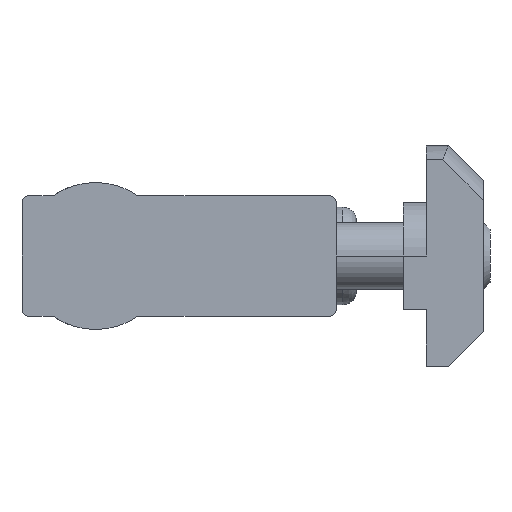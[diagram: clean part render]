
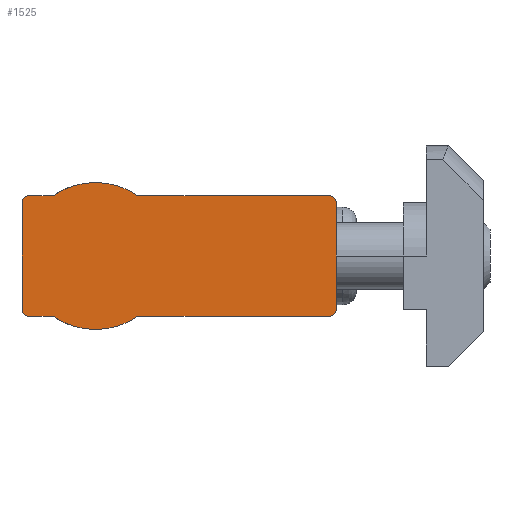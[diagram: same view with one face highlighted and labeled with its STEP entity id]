
A CAD part, left-side view. The second image highlights one B-rep face of the part: STEP entity #1525.
In plain terms, the highlighted planar face has unit normal (-1, 0, 0).
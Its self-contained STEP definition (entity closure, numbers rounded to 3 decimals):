
#52 = CARTESIAN_POINT ( 'NONE',  ( -15., 5.5, 0. ) ) ;
#99 = CARTESIAN_POINT ( 'NONE',  ( -15., 5.5, 4. ) ) ;
#206 = DIRECTION ( 'NONE',  ( 1., 0., 0. ) ) ;
#215 = EDGE_CURVE ( 'NONE', #2218, #4406, #218, .T. ) ;
#218 = CIRCLE ( 'NONE', #1146, 0.5 ) ;
#250 = PLANE ( 'NONE',  #2331 ) ;
#301 = CARTESIAN_POINT ( 'NONE',  ( -15., -3.162, 4.5 ) ) ;
#327 = CARTESIAN_POINT ( 'NONE',  ( -15., -17.5, -4. ) ) ;
#386 = CARTESIAN_POINT ( 'NONE',  ( -15., 4., -4.5 ) ) ;
#424 = VERTEX_POINT ( 'NONE', #5048 ) ;
#494 = ORIENTED_EDGE ( 'NONE', *, *, #2407, .F. ) ;
#662 = CIRCLE ( 'NONE', #692, 0.5 ) ;
#669 = VERTEX_POINT ( 'NONE', #1740 ) ;
#692 = AXIS2_PLACEMENT_3D ( 'NONE', #4781, #2461, #852 ) ;
#725 = CARTESIAN_POINT ( 'NONE',  ( -15., -17.5, 4.5 ) ) ;
#776 = LINE ( 'NONE', #386, #2501 ) ;
#837 = DIRECTION ( 'NONE',  ( 0., -1., 0. ) ) ;
#852 = DIRECTION ( 'NONE',  ( 0., 1., 0. ) ) ;
#874 = DIRECTION ( 'NONE',  ( 0., 1., 0. ) ) ;
#937 = EDGE_CURVE ( 'NONE', #4406, #3048, #4177, .T. ) ;
#1005 = DIRECTION ( 'NONE',  ( 0., 1., 0. ) ) ;
#1041 = DIRECTION ( 'NONE',  ( 0., -1., 0. ) ) ;
#1083 = LINE ( 'NONE', #52, #4502 ) ;
#1122 = ORIENTED_EDGE ( 'NONE', *, *, #1575, .F. ) ;
#1135 = VECTOR ( 'NONE', #3208, 1000. ) ;
#1146 = AXIS2_PLACEMENT_3D ( 'NONE', #3298, #4422, #1005 ) ;
#1244 = CARTESIAN_POINT ( 'NONE',  ( -15., 4., -4.5 ) ) ;
#1284 = LINE ( 'NONE', #1244, #2511 ) ;
#1478 = ORIENTED_EDGE ( 'NONE', *, *, #215, .F. ) ;
#1511 = AXIS2_PLACEMENT_3D ( 'NONE', #4976, #4207, #4993 ) ;
#1514 = CIRCLE ( 'NONE', #1511, 0.5 ) ;
#1517 = DIRECTION ( 'NONE',  ( 0., 1., 0. ) ) ;
#1525 = ADVANCED_FACE ( 'NONE', ( #3168 ), #250, .F. ) ;
#1575 = EDGE_CURVE ( 'NONE', #2395, #669, #1514, .T. ) ;
#1738 = EDGE_CURVE ( 'NONE', #3048, #2150, #4927, .T. ) ;
#1740 = CARTESIAN_POINT ( 'NONE',  ( -15., 5.5, -4. ) ) ;
#1768 = CARTESIAN_POINT ( 'NONE',  ( -15., 0., 0. ) ) ;
#1776 = DIRECTION ( 'NONE',  ( 1., 0., 0. ) ) ;
#1859 = DIRECTION ( 'NONE',  ( 0., -1., 0. ) ) ;
#1874 = CIRCLE ( 'NONE', #5042, 5.5 ) ;
#2008 = LINE ( 'NONE', #4330, #2507 ) ;
#2150 = VERTEX_POINT ( 'NONE', #5010 ) ;
#2218 = VERTEX_POINT ( 'NONE', #725 ) ;
#2331 = AXIS2_PLACEMENT_3D ( 'NONE', #4838, #1776, #4047 ) ;
#2366 = LINE ( 'NONE', #4610, #4127 ) ;
#2395 = VERTEX_POINT ( 'NONE', #3188 ) ;
#2404 = DIRECTION ( 'NONE',  ( 0., 0., 1. ) ) ;
#2407 = EDGE_CURVE ( 'NONE', #3008, #424, #662, .T. ) ;
#2461 = DIRECTION ( 'NONE',  ( 1., 0., 0. ) ) ;
#2476 = EDGE_CURVE ( 'NONE', #2528, #2395, #1284, .T. ) ;
#2501 = VECTOR ( 'NONE', #3875, 1000. ) ;
#2507 = VECTOR ( 'NONE', #837, 1000. ) ;
#2511 = VECTOR ( 'NONE', #874, 1000. ) ;
#2525 = ORIENTED_EDGE ( 'NONE', *, *, #3388, .F. ) ;
#2528 = VERTEX_POINT ( 'NONE', #4866 ) ;
#2790 = EDGE_CURVE ( 'NONE', #3831, #4589, #1874, .T. ) ;
#2795 = CARTESIAN_POINT ( 'NONE',  ( -15., -18., 0. ) ) ;
#2946 = DIRECTION ( 'NONE',  ( 0., -1., 0. ) ) ;
#2971 = EDGE_CURVE ( 'NONE', #424, #3831, #2008, .T. ) ;
#3008 = VERTEX_POINT ( 'NONE', #99 ) ;
#3048 = VERTEX_POINT ( 'NONE', #4769 ) ;
#3110 = EDGE_CURVE ( 'NONE', #4025, #2528, #3417, .T. ) ;
#3167 = ORIENTED_EDGE ( 'NONE', *, *, #3110, .F. ) ;
#3168 = FACE_OUTER_BOUND ( 'NONE', #3532, .T. ) ;
#3188 = CARTESIAN_POINT ( 'NONE',  ( -15., 5., -4.5 ) ) ;
#3208 = DIRECTION ( 'NONE',  ( 0., 0., -1. ) ) ;
#3288 = CARTESIAN_POINT ( 'NONE',  ( -15., -18., 4. ) ) ;
#3298 = CARTESIAN_POINT ( 'NONE',  ( -15., -17.5, 4. ) ) ;
#3362 = ORIENTED_EDGE ( 'NONE', *, *, #2476, .F. ) ;
#3388 = EDGE_CURVE ( 'NONE', #2150, #4025, #776, .T. ) ;
#3417 = CIRCLE ( 'NONE', #4566, 5.5 ) ;
#3491 = CARTESIAN_POINT ( 'NONE',  ( -15., 3.162, 4.5 ) ) ;
#3532 = EDGE_LOOP ( 'NONE', ( #4950, #1478, #3976, #4465, #3792, #494, #4653, #1122, #3362, #3167, #2525, #4215 ) ) ;
#3694 = EDGE_CURVE ( 'NONE', #4589, #2218, #2366, .T. ) ;
#3792 = ORIENTED_EDGE ( 'NONE', *, *, #2971, .F. ) ;
#3831 = VERTEX_POINT ( 'NONE', #3491 ) ;
#3875 = DIRECTION ( 'NONE',  ( 0., 1., 0. ) ) ;
#3883 = EDGE_CURVE ( 'NONE', #669, #3008, #1083, .T. ) ;
#3976 = ORIENTED_EDGE ( 'NONE', *, *, #3694, .F. ) ;
#4025 = VERTEX_POINT ( 'NONE', #5025 ) ;
#4047 = DIRECTION ( 'NONE',  ( 0., 1., 0. ) ) ;
#4127 = VECTOR ( 'NONE', #1041, 1000. ) ;
#4177 = LINE ( 'NONE', #2795, #1135 ) ;
#4190 = DIRECTION ( 'NONE',  ( 1., 0., 0. ) ) ;
#4207 = DIRECTION ( 'NONE',  ( 1., 0., 0. ) ) ;
#4215 = ORIENTED_EDGE ( 'NONE', *, *, #1738, .F. ) ;
#4223 = DIRECTION ( 'NONE',  ( 1., 0., 0. ) ) ;
#4234 = CARTESIAN_POINT ( 'NONE',  ( -15., 0., 0. ) ) ;
#4330 = CARTESIAN_POINT ( 'NONE',  ( -15., 4., 4.5 ) ) ;
#4406 = VERTEX_POINT ( 'NONE', #3288 ) ;
#4422 = DIRECTION ( 'NONE',  ( 1., 0., 0. ) ) ;
#4465 = ORIENTED_EDGE ( 'NONE', *, *, #2790, .F. ) ;
#4502 = VECTOR ( 'NONE', #2404, 1000. ) ;
#4554 = AXIS2_PLACEMENT_3D ( 'NONE', #327, #4223, #1517 ) ;
#4566 = AXIS2_PLACEMENT_3D ( 'NONE', #1768, #206, #2946 ) ;
#4589 = VERTEX_POINT ( 'NONE', #301 ) ;
#4610 = CARTESIAN_POINT ( 'NONE',  ( -15., 4., 4.5 ) ) ;
#4653 = ORIENTED_EDGE ( 'NONE', *, *, #3883, .F. ) ;
#4769 = CARTESIAN_POINT ( 'NONE',  ( -15., -18., -4. ) ) ;
#4781 = CARTESIAN_POINT ( 'NONE',  ( -15., 5., 4. ) ) ;
#4838 = CARTESIAN_POINT ( 'NONE',  ( -15., 4., 0. ) ) ;
#4866 = CARTESIAN_POINT ( 'NONE',  ( -15., 3.162, -4.5 ) ) ;
#4927 = CIRCLE ( 'NONE', #4554, 0.5 ) ;
#4950 = ORIENTED_EDGE ( 'NONE', *, *, #937, .F. ) ;
#4976 = CARTESIAN_POINT ( 'NONE',  ( -15., 5., -4. ) ) ;
#4993 = DIRECTION ( 'NONE',  ( 0., 1., 0. ) ) ;
#5010 = CARTESIAN_POINT ( 'NONE',  ( -15., -17.5, -4.5 ) ) ;
#5025 = CARTESIAN_POINT ( 'NONE',  ( -15., -3.162, -4.5 ) ) ;
#5042 = AXIS2_PLACEMENT_3D ( 'NONE', #4234, #4190, #1859 ) ;
#5048 = CARTESIAN_POINT ( 'NONE',  ( -15., 5., 4.5 ) ) ;
